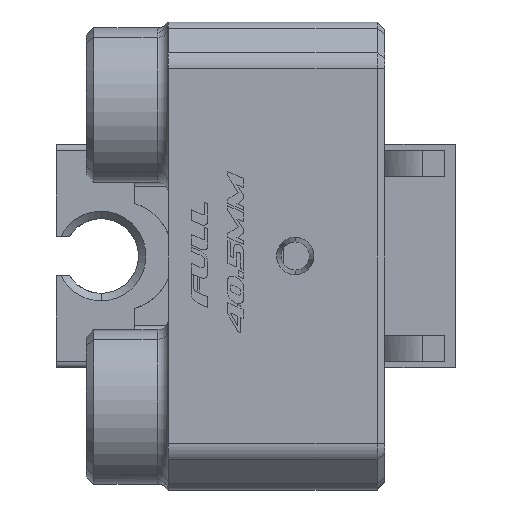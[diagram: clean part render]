
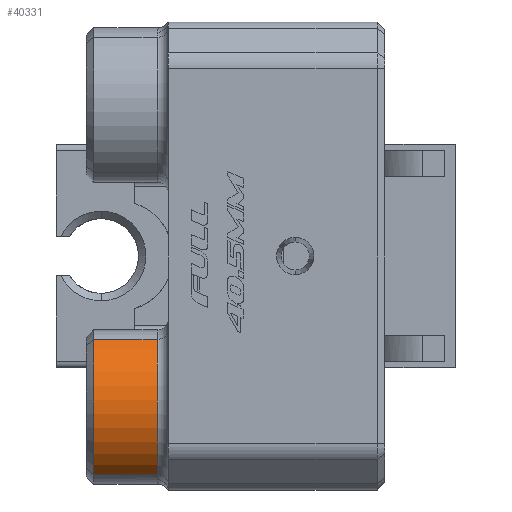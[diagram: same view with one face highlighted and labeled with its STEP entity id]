
A CAD part, left-side view. The second image highlights one B-rep face of the part: STEP entity #40331.
In plain terms, the highlighted cylindrical face has radius 11.109 mm (diameter 22.217 mm), a partial arc.
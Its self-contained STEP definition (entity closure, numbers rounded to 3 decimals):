
#251 = VECTOR ( 'NONE', #28956, 1000. ) ;
#4845 = CIRCLE ( 'NONE', #33504, 11.109 ) ;
#5257 = DIRECTION ( 'NONE',  ( 0., 0., 1. ) ) ;
#5321 = CARTESIAN_POINT ( 'NONE',  ( -11.073, 37., -29.307 ) ) ;
#5714 = ORIENTED_EDGE ( 'NONE', *, *, #10198, .T. ) ;
#5912 = EDGE_LOOP ( 'NONE', ( #39622, #11954, #31946, #5714 ) ) ;
#6071 = VERTEX_POINT ( 'NONE', #21301 ) ;
#6706 = CYLINDRICAL_SURFACE ( 'NONE', #20426, 11.109 ) ;
#7129 = AXIS2_PLACEMENT_3D ( 'NONE', #22896, #35609, #26462 ) ;
#9048 = VERTEX_POINT ( 'NONE', #25628 ) ;
#10198 = EDGE_CURVE ( 'NONE', #9048, #17537, #4845, .T. ) ;
#11954 = ORIENTED_EDGE ( 'NONE', *, *, #23678, .T. ) ;
#13802 = EDGE_CURVE ( 'NONE', #20184, #9048, #37163, .T. ) ;
#15399 = VECTOR ( 'NONE', #31120, 1000. ) ;
#16333 = DIRECTION ( 'NONE',  ( 0., -1., 0. ) ) ;
#16441 = CARTESIAN_POINT ( 'NONE',  ( -11.073, 38., -11.193 ) ) ;
#17537 = VERTEX_POINT ( 'NONE', #29307 ) ;
#20184 = VERTEX_POINT ( 'NONE', #5321 ) ;
#20426 = AXIS2_PLACEMENT_3D ( 'NONE', #25312, #16333, #22178 ) ;
#21301 = CARTESIAN_POINT ( 'NONE',  ( -11.073, 37., -11.193 ) ) ;
#22178 = DIRECTION ( 'NONE',  ( 0., 0., -1. ) ) ;
#22452 = CIRCLE ( 'NONE', #7129, 11.109 ) ;
#22695 = LINE ( 'NONE', #16441, #251 ) ;
#22896 = CARTESIAN_POINT ( 'NONE',  ( -4.641, 37., -20.25 ) ) ;
#23678 = EDGE_CURVE ( 'NONE', #6071, #20184, #22452, .T. ) ;
#23854 = CARTESIAN_POINT ( 'NONE',  ( -4.641, 28.5, -20.25 ) ) ;
#24452 = CARTESIAN_POINT ( 'NONE',  ( -11.073, 38., -29.307 ) ) ;
#25312 = CARTESIAN_POINT ( 'NONE',  ( -4.641, 38., -20.25 ) ) ;
#25628 = CARTESIAN_POINT ( 'NONE',  ( -11.073, 28.5, -29.307 ) ) ;
#26462 = DIRECTION ( 'NONE',  ( 0., 0., 1. ) ) ;
#28956 = DIRECTION ( 'NONE',  ( 0., 1., 0. ) ) ;
#29307 = CARTESIAN_POINT ( 'NONE',  ( -11.073, 28.5, -11.193 ) ) ;
#31120 = DIRECTION ( 'NONE',  ( 0., -1., 0. ) ) ;
#31946 = ORIENTED_EDGE ( 'NONE', *, *, #13802, .T. ) ;
#33504 = AXIS2_PLACEMENT_3D ( 'NONE', #23854, #33860, #5257 ) ;
#33860 = DIRECTION ( 'NONE',  ( 0., 1., 0. ) ) ;
#34542 = EDGE_CURVE ( 'NONE', #17537, #6071, #22695, .T. ) ;
#35609 = DIRECTION ( 'NONE',  ( 0., -1., 0. ) ) ;
#37163 = LINE ( 'NONE', #24452, #15399 ) ;
#38009 = FACE_OUTER_BOUND ( 'NONE', #5912, .T. ) ;
#39622 = ORIENTED_EDGE ( 'NONE', *, *, #34542, .T. ) ;
#40331 = ADVANCED_FACE ( 'NONE', ( #38009 ), #6706, .T. ) ;
